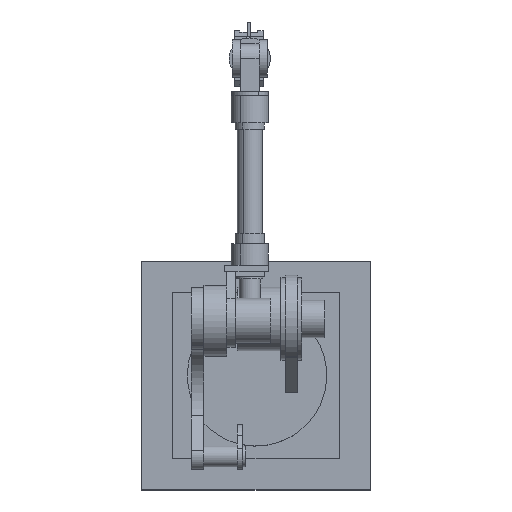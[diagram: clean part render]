
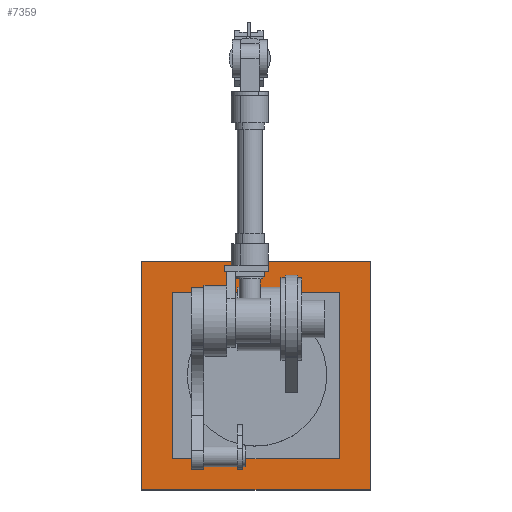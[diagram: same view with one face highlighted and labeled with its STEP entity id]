
A CAD part, top view. The second image highlights one B-rep face of the part: STEP entity #7359.
In plain terms, the highlighted planar face has unit normal (0, 0, 1).
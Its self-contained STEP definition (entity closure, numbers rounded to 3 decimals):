
#7317=AXIS2_PLACEMENT_3D('Plane Axis2P3D',#7314,#7315,#7316) ;
#7213=CARTESIAN_POINT('Line Origine',(0.,400.,30.)) ;
#7217=CARTESIAN_POINT('Vertex',(-400.,400.,30.)) ;
#7219=CARTESIAN_POINT('Vertex',(400.,400.,30.)) ;
#7244=CARTESIAN_POINT('Line Origine',(-400.,0.,30.)) ;
#7248=CARTESIAN_POINT('Vertex',(-400.,-400.,30.)) ;
#7268=CARTESIAN_POINT('Line Origine',(0.,-400.,30.)) ;
#7272=CARTESIAN_POINT('Vertex',(400.,-400.,30.)) ;
#7292=CARTESIAN_POINT('Line Origine',(400.,0.,30.)) ;
#7314=CARTESIAN_POINT('Axis2P3D Location',(0.,0.,30.)) ;
#7319=CARTESIAN_POINT('Line Origine',(-550.,0.,30.)) ;
#7323=CARTESIAN_POINT('Vertex',(-550.,550.,30.)) ;
#7325=CARTESIAN_POINT('Vertex',(-550.,-550.,30.)) ;
#7328=CARTESIAN_POINT('Line Origine',(0.,-550.,30.)) ;
#7332=CARTESIAN_POINT('Vertex',(550.,-550.,30.)) ;
#7335=CARTESIAN_POINT('Line Origine',(550.,0.,30.)) ;
#7339=CARTESIAN_POINT('Vertex',(550.,550.,30.)) ;
#7342=CARTESIAN_POINT('Line Origine',(0.,550.,30.)) ;
#7214=DIRECTION('Vector Direction',(1.,0.,0.)) ;
#7245=DIRECTION('Vector Direction',(0.,1.,0.)) ;
#7269=DIRECTION('Vector Direction',(-1.,0.,0.)) ;
#7293=DIRECTION('Vector Direction',(0.,-1.,0.)) ;
#7315=DIRECTION('Axis2P3D Direction',(0.,0.,1.)) ;
#7316=DIRECTION('Axis2P3D XDirection',(1.,0.,0.)) ;
#7320=DIRECTION('Vector Direction',(0.,-1.,0.)) ;
#7329=DIRECTION('Vector Direction',(-1.,0.,0.)) ;
#7336=DIRECTION('Vector Direction',(0.,1.,0.)) ;
#7343=DIRECTION('Vector Direction',(1.,0.,0.)) ;
#7215=VECTOR('Line Direction',#7214,1.) ;
#7246=VECTOR('Line Direction',#7245,1.) ;
#7270=VECTOR('Line Direction',#7269,1.) ;
#7294=VECTOR('Line Direction',#7293,1.) ;
#7321=VECTOR('Line Direction',#7320,1.) ;
#7330=VECTOR('Line Direction',#7329,1.) ;
#7337=VECTOR('Line Direction',#7336,1.) ;
#7344=VECTOR('Line Direction',#7343,1.) ;
#7348=ORIENTED_EDGE('',*,*,#7327,.T.) ;
#7349=ORIENTED_EDGE('',*,*,#7334,.T.) ;
#7350=ORIENTED_EDGE('',*,*,#7341,.T.) ;
#7351=ORIENTED_EDGE('',*,*,#7346,.T.) ;
#7354=ORIENTED_EDGE('',*,*,#7274,.T.) ;
#7355=ORIENTED_EDGE('',*,*,#7250,.T.) ;
#7356=ORIENTED_EDGE('',*,*,#7221,.T.) ;
#7357=ORIENTED_EDGE('',*,*,#7296,.T.) ;
#7358=FACE_BOUND('',#7353,.T.) ;
#7359=ADVANCED_FACE('PartBody',(#7352,#7358),#7318,.T.) ;
#7221=EDGE_CURVE('',#7218,#7220,#7216,.T.) ;
#7250=EDGE_CURVE('',#7249,#7218,#7247,.T.) ;
#7274=EDGE_CURVE('',#7273,#7249,#7271,.T.) ;
#7296=EDGE_CURVE('',#7220,#7273,#7295,.T.) ;
#7327=EDGE_CURVE('',#7324,#7326,#7322,.T.) ;
#7334=EDGE_CURVE('',#7326,#7333,#7331,.F.) ;
#7341=EDGE_CURVE('',#7333,#7340,#7338,.T.) ;
#7346=EDGE_CURVE('',#7340,#7324,#7345,.F.) ;
#7347=EDGE_LOOP('',(#7348,#7349,#7350,#7351)) ;
#7353=EDGE_LOOP('',(#7354,#7355,#7356,#7357)) ;
#7352=FACE_OUTER_BOUND('',#7347,.T.) ;
#7216=LINE('Line',#7213,#7215) ;
#7247=LINE('Line',#7244,#7246) ;
#7271=LINE('Line',#7268,#7270) ;
#7295=LINE('Line',#7292,#7294) ;
#7322=LINE('Line',#7319,#7321) ;
#7331=LINE('Line',#7328,#7330) ;
#7338=LINE('Line',#7335,#7337) ;
#7345=LINE('Line',#7342,#7344) ;
#7318=PLANE('Plane',#7317) ;
#7218=VERTEX_POINT('',#7217) ;
#7220=VERTEX_POINT('',#7219) ;
#7249=VERTEX_POINT('',#7248) ;
#7273=VERTEX_POINT('',#7272) ;
#7324=VERTEX_POINT('',#7323) ;
#7326=VERTEX_POINT('',#7325) ;
#7333=VERTEX_POINT('',#7332) ;
#7340=VERTEX_POINT('',#7339) ;
